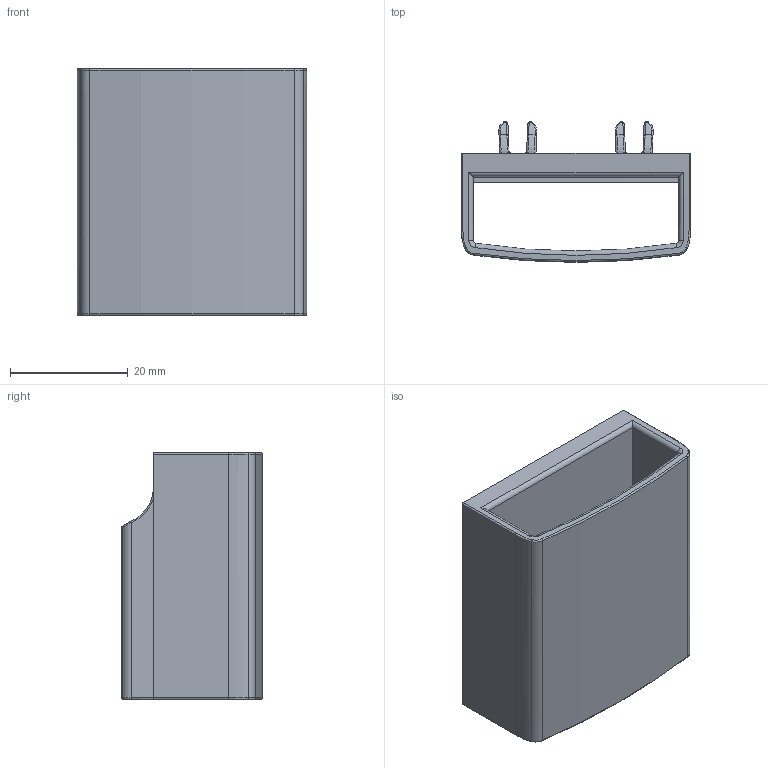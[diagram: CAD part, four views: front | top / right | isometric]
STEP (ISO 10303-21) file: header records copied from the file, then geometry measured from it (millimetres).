
FILE_DESCRIPTION(/* description */ (''),/* implementation_level */ '2;1');
FILE_NAME(/* name */ 'sd_adapter_mount.step',/* time_stamp */ '2020-01-16T07:25:27-05:00',/* author */ (''),/* organization */ (''),/* preprocessor_version */ 'ST-DEVELOPER v18',/* originating_system */ 'Autodesk Translation Framework v8.12.0.6',/* authorisation */ '');
FILE_SCHEMA (('AUTOMOTIVE_DESIGN { 1 0 10303 214 3 1 1 }'));
Length unit declared in the file: millimetre
Products named in the file (1): sd_adapter_mount
Bounding box: 39 x 23.9 x 42 mm (x, y, z)
Volume: 12553.4 mm3; surface area: 10344.6 mm2
Topology: 1 solids, 1 shells, 126 faces, 312 edges, 184 vertices
Faces by surface type: cylinder 47, bspline 44, plane 22, torus 13
Entity records: 4776 total; most frequent: CARTESIAN_POINT 1863, ORIENTED_EDGE 616, DIRECTION 601, EDGE_CURVE 308, AXIS2_PLACEMENT_3D 242, VERTEX_POINT 184, EDGE_LOOP 128, FACE_OUTER_BOUND 126
